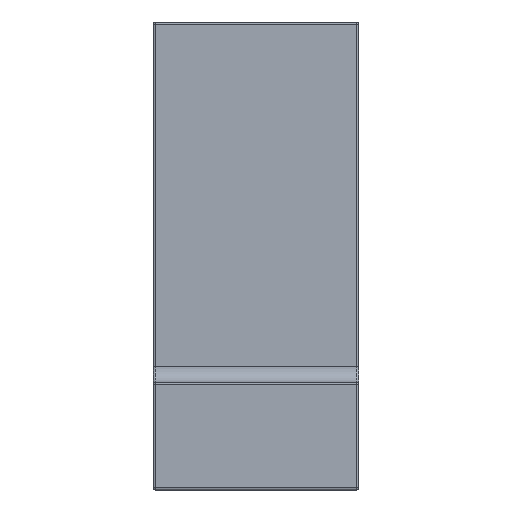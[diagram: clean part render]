
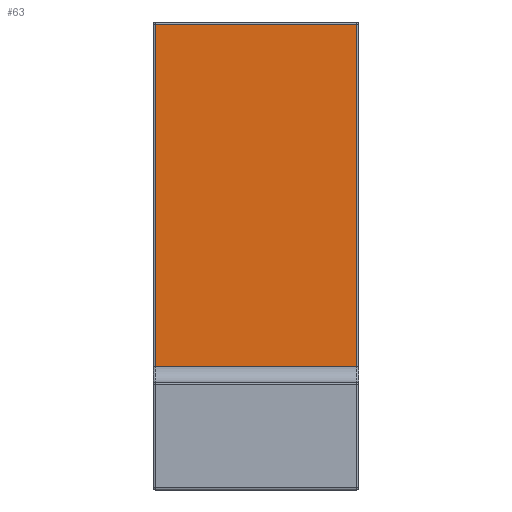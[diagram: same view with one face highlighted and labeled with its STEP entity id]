
A CAD part, front view. The second image highlights one B-rep face of the part: STEP entity #63.
In plain terms, the highlighted planar face has unit normal (0, -1, 0).
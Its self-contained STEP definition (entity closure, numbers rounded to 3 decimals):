
#63 = ADVANCED_FACE ( 'NONE', ( #706 ), #1564, .F. ) ;
#70 = VERTEX_POINT ( 'NONE', #1566 ) ;
#73 = ORIENTED_EDGE ( 'NONE', *, *, #1015, .F. ) ;
#355 = VECTOR ( 'NONE', #682, 1000. ) ;
#361 = CARTESIAN_POINT ( 'NONE',  ( 9.8, 20., 12. ) ) ;
#377 = LINE ( 'NONE', #665, #355 ) ;
#486 = CARTESIAN_POINT ( 'NONE',  ( 9.8, 20., 45.3 ) ) ;
#631 = VECTOR ( 'NONE', #744, 1000. ) ;
#640 = CARTESIAN_POINT ( 'NONE',  ( -9.8, 20., 12. ) ) ;
#665 = CARTESIAN_POINT ( 'NONE',  ( 9.8, 20., 45.5 ) ) ;
#682 = DIRECTION ( 'NONE',  ( 0., 0., 1. ) ) ;
#706 = FACE_OUTER_BOUND ( 'NONE', #829, .T. ) ;
#744 = DIRECTION ( 'NONE',  ( -1., 0., 0. ) ) ;
#745 = CARTESIAN_POINT ( 'NONE',  ( 10., 20., 12. ) ) ;
#803 = DIRECTION ( 'NONE',  ( 0., 0., -1. ) ) ;
#817 = LINE ( 'NONE', #745, #631 ) ;
#829 = EDGE_LOOP ( 'NONE', ( #886, #1290, #73, #1256 ) ) ;
#834 = CARTESIAN_POINT ( 'NONE',  ( -9.8, 20., 45.5 ) ) ;
#859 = EDGE_CURVE ( 'NONE', #1337, #70, #1242, .T. ) ;
#886 = ORIENTED_EDGE ( 'NONE', *, *, #859, .T. ) ;
#918 = DIRECTION ( 'NONE',  ( -1., 0., 0. ) ) ;
#920 = VECTOR ( 'NONE', #803, 1000. ) ;
#940 = LINE ( 'NONE', #834, #920 ) ;
#950 = EDGE_CURVE ( 'NONE', #70, #1144, #940, .T. ) ;
#951 = CARTESIAN_POINT ( 'NONE',  ( 10., 20., 45.3 ) ) ;
#1015 = EDGE_CURVE ( 'NONE', #1578, #1144, #817, .T. ) ;
#1103 = EDGE_CURVE ( 'NONE', #1578, #1337, #377, .T. ) ;
#1144 = VERTEX_POINT ( 'NONE', #640 ) ;
#1194 = VECTOR ( 'NONE', #918, 1000. ) ;
#1242 = LINE ( 'NONE', #951, #1194 ) ;
#1256 = ORIENTED_EDGE ( 'NONE', *, *, #1103, .T. ) ;
#1290 = ORIENTED_EDGE ( 'NONE', *, *, #950, .T. ) ;
#1337 = VERTEX_POINT ( 'NONE', #486 ) ;
#1549 = DIRECTION ( 'NONE',  ( 0., 0., 1. ) ) ;
#1551 = DIRECTION ( 'NONE',  ( 0., 1., 0. ) ) ;
#1559 = CARTESIAN_POINT ( 'NONE',  ( 10., 20., 45.5 ) ) ;
#1564 = PLANE ( 'NONE',  #1591 ) ;
#1566 = CARTESIAN_POINT ( 'NONE',  ( -9.8, 20., 45.3 ) ) ;
#1578 = VERTEX_POINT ( 'NONE', #361 ) ;
#1591 = AXIS2_PLACEMENT_3D ( 'NONE', #1559, #1551, #1549 ) ;
